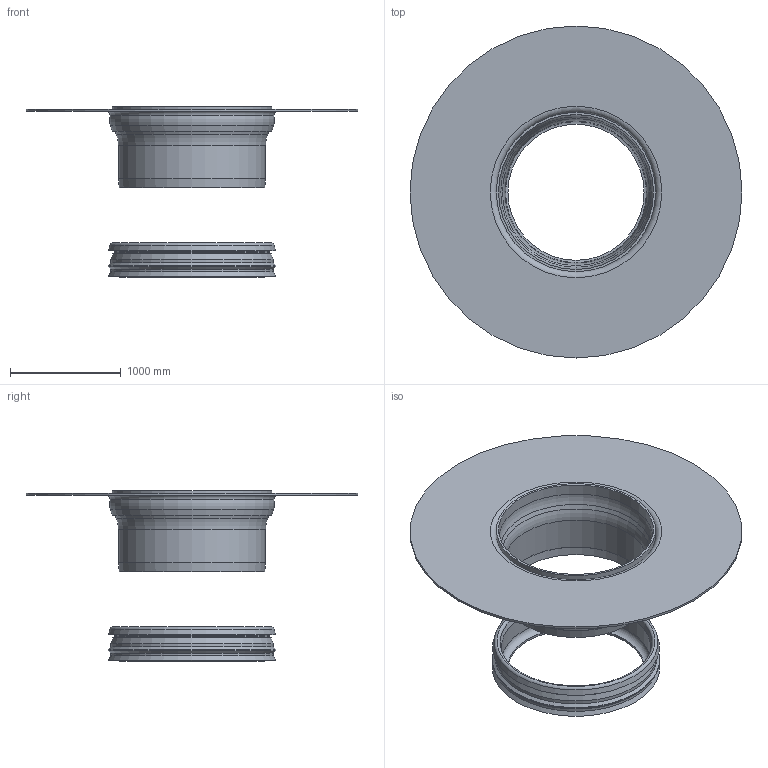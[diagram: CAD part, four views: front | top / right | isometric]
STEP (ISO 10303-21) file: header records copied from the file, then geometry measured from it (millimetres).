
FILE_DESCRIPTION(/* description */ (''),/* implementation_level */ '2;1');
FILE_NAME(/* name */ '20420.100X_3D.stp',/* time_stamp */ '2024-12-12T07:56:11+01:00',/* author */ ('CAD'),/* organization */ (''),/* preprocessor_version */ 'ST-DEVELOPER v20',/* originating_system */ 'AutoCAD Mechanical',/* authorisation */ '');
FILE_SCHEMA (('AUTOMOTIVE_DESIGN { 1 0 10303 214 3 1 1 }'));
Length unit declared in the file: centimetre
Products named in the file (2): Product; *S0
Assembly tree (1 placements, depth 2):
  Product
    *S0
Bounding box: 3000 x 3000 x 1540 mm (x, y, z)
Volume: 267083129.6 mm3; surface area: 23169118.1 mm2
Topology: 3 solids, 3 shells, 50 faces, 114 edges, 74 vertices
Faces by surface type: torus 16, cone 15, cylinder 11, plane 8
Full cylindrical faces by diameter (mm): 1230 x1, 1290 x1, 1330 x1, 1350 x1, 1400 x2, 1440 x1, 1466 x1, 1470 x1, 1514 x1, 3000 x1
Entity records: 1525 total; most frequent: DIRECTION 306, CARTESIAN_POINT 241, ORIENTED_EDGE 224, AXIS2_PLACEMENT_3D 139, EDGE_CURVE 112, CIRCLE 86, VERTEX_POINT 70, EDGE_LOOP 58
